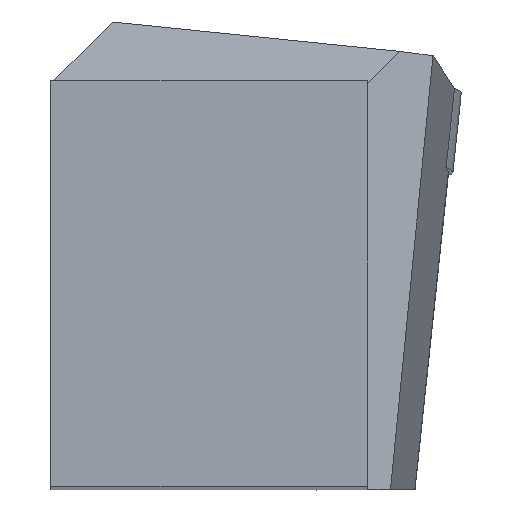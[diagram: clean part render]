
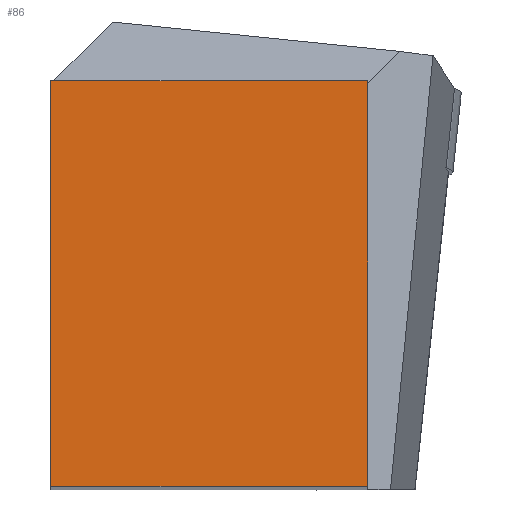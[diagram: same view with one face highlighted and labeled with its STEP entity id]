
A CAD part, top view. The second image highlights one B-rep face of the part: STEP entity #86.
In plain terms, the highlighted planar face has unit normal (0, 0, 1).
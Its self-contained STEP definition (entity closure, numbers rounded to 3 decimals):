
#86=ADVANCED_FACE('',(#120),#103,.T.);
#103=PLANE('',#365);
#120=FACE_OUTER_BOUND('',#135,.T.);
#135=EDGE_LOOP('',(#209,#210,#211,#212));
#209=ORIENTED_EDGE('',*,*,#251,.T.);
#210=ORIENTED_EDGE('',*,*,#283,.T.);
#211=ORIENTED_EDGE('',*,*,#279,.T.);
#212=ORIENTED_EDGE('',*,*,#277,.T.);
#225=VERTEX_POINT('',#464);
#226=VERTEX_POINT('',#466);
#243=VERTEX_POINT('',#526);
#244=VERTEX_POINT('',#530);
#251=EDGE_CURVE('',#226,#225,#290,.T.);
#277=EDGE_CURVE('',#243,#226,#313,.T.);
#279=EDGE_CURVE('',#244,#243,#315,.T.);
#283=EDGE_CURVE('',#225,#244,#317,.T.);
#290=LINE('',#465,#320);
#313=LINE('',#525,#343);
#315=LINE('',#529,#345);
#317=LINE('',#546,#347);
#320=VECTOR('',#379,1.);
#343=VECTOR('',#422,1.);
#345=VECTOR('',#426,1.);
#347=VECTOR('',#436,1.);
#365=AXIS2_PLACEMENT_3D('',#548,#439,#440);
#379=DIRECTION('',(0.,1.,0.));
#422=DIRECTION('',(1.,0.,0.));
#426=DIRECTION('',(0.,-1.,0.));
#436=DIRECTION('',(-1.,0.,0.));
#439=DIRECTION('',(0.,0.,1.));
#440=DIRECTION('',(0.,-1.,0.));
#464=CARTESIAN_POINT('',(25.,32.,0.));
#465=CARTESIAN_POINT('',(25.,0.,0.));
#466=CARTESIAN_POINT('',(25.,0.,0.));
#525=CARTESIAN_POINT('',(0.,0.,0.));
#526=CARTESIAN_POINT('',(0.,0.,0.));
#529=CARTESIAN_POINT('',(0.,32.,0.));
#530=CARTESIAN_POINT('',(0.,32.,0.));
#546=CARTESIAN_POINT('',(25.,32.,0.));
#548=CARTESIAN_POINT('',(12.5,16.,0.));
